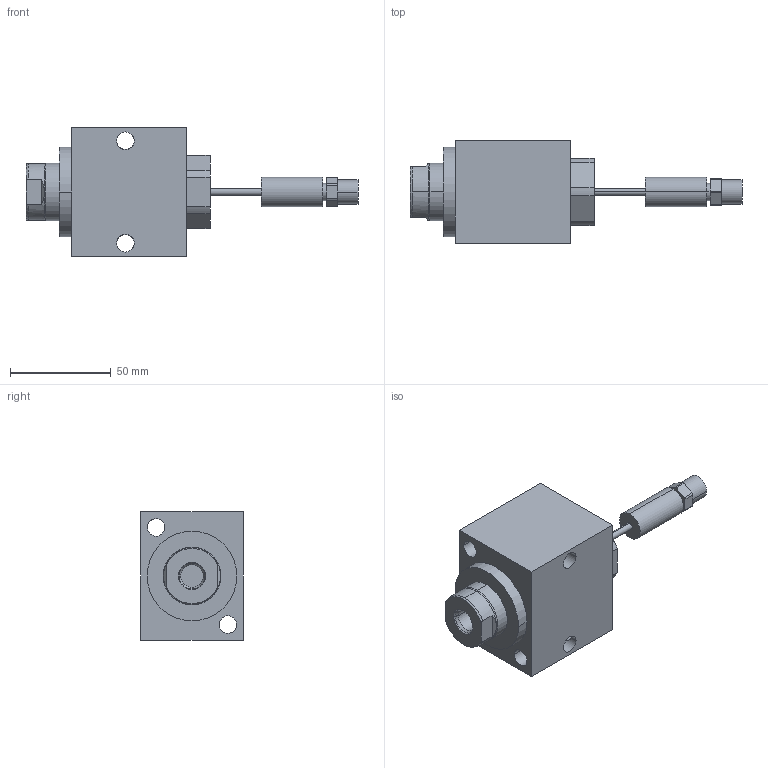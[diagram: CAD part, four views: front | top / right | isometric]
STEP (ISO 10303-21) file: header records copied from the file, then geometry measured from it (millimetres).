
FILE_DESCRIPTION((''),'2;1');
FILE_NAME('ILC20121500US','2025-03-18T13:29:21',('Asawyer'),(''),'CREO PARAMETRIC BY PTC INC, 2021164','CREO PARAMETRIC BY PTC INC, 2021164','');
FILE_SCHEMA(('AUTOMOTIVE_DESIGN { 1 0 10303 214 1 1 1 1 }'));
Length unit declared in the file: inch
Products named in the file (1): ILC20121500US
Bounding box: 164.59 x 50.8 x 63.5 mm (x, y, z)
Volume: 205396.3 mm3; surface area: 32734.6 mm2
Topology: 1 solids, 2 shells, 99 faces, 256 edges, 168 vertices
Faces by surface type: cylinder 49, plane 36, cone 12, torus 2
Entity records: 4597 total; most frequent: CARTESIAN_POINT 789, DIRECTION 586, ORIENTED_EDGE 500, PRESENTATION_STYLE_ASSIGNMENT 299, STYLED_ITEM 281, CURVE_STYLE 279, EDGE_CURVE 252, AXIS2_PLACEMENT_3D 217
